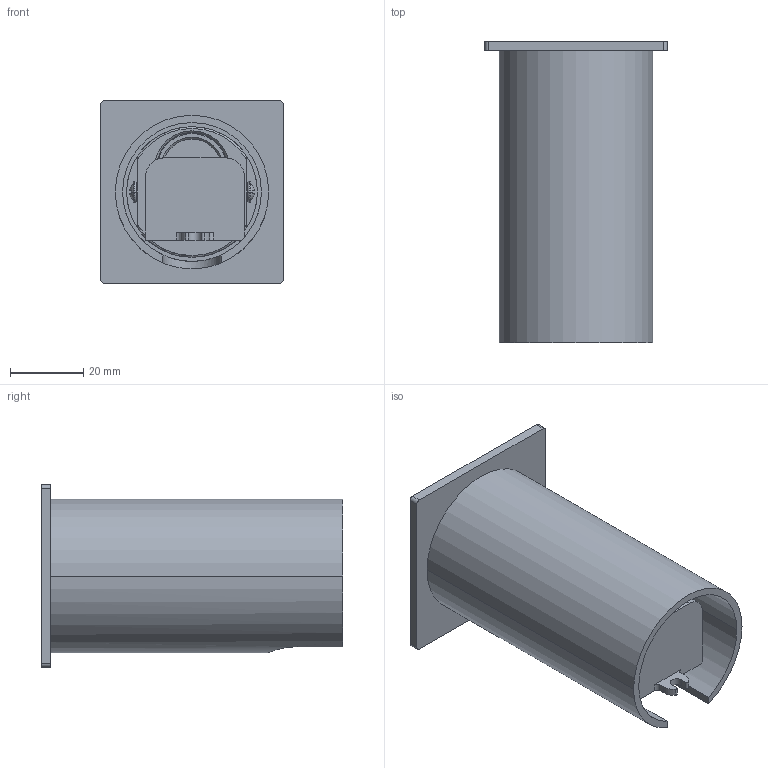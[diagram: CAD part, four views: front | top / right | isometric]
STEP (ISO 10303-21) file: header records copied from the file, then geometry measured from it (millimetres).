
FILE_DESCRIPTION(('CATIA V5 STEP Exchange','CAx-IF Rec.Pracs.--- Model Styling and Organization---1.4--- 2014-01-23','CAx-IF Rec.Pracs.---3D Tessellated Data Validation Properties---0.5---2014-09-14'),'2;1');
FILE_NAME('GW-S612.stp','2023-03-20T06:28:56+00:00',('none'),('none'),'CATIA Version 5-6 Release 2018','CATIA V5 STEP AP242','none');
FILE_SCHEMA(('AP242_MANAGED_MODEL_BASED_3D_ENGINEERING_MIM_LF {1 0 10303 442 1 1 4}'));
Length unit declared in the file: millimetre
Products named in the file (7): GW-S612; 灯体; 预埋管; 散热件; 光源.1; M3; 电器
Assembly tree (7 placements, depth 2):
  GW-S612
    灯体
    预埋管
    散热件
    光源.1
    M3  x2
    电器
Bounding box: 50 x 82.6 x 50 mm (x, y, z)
Volume: 64375.2 mm3; surface area: 36937.6 mm2
Topology: 8 solids, 8 shells, 324 faces, 856 edges, 555 vertices
Faces by surface type: cylinder 154, plane 103, cone 46, torus 10, sphere 6, bspline 5
Entity records: 10249 total; most frequent: CARTESIAN_POINT 4265, ORIENTED_EDGE 1366, DIRECTION 911, EDGE_CURVE 683, AXIS2_PLACEMENT_3D 449, VERTEX_POINT 441, EDGE_LOOP 280, VECTOR 273
